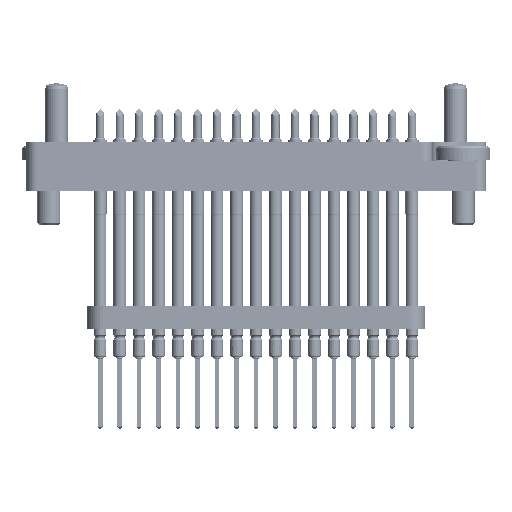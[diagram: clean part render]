
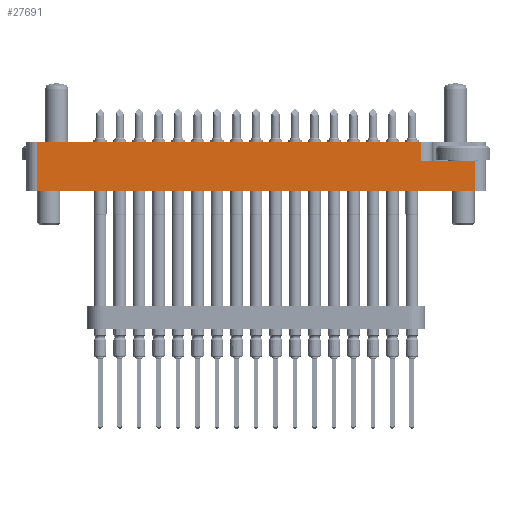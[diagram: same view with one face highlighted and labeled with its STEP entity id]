
A CAD part, left-side view. The second image highlights one B-rep face of the part: STEP entity #27691.
In plain terms, the highlighted face is planar.
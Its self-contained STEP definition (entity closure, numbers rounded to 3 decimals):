
#213 = LINE ( 'NONE', #12720, #49039 ) ;
#2372 = DIRECTION ( 'NONE',  ( -1., 0., 0. ) ) ;
#4145 = EDGE_LOOP ( 'NONE', ( #20926, #10834, #50052, #45639, #48362, #37548 ) ) ;
#4233 = VERTEX_POINT ( 'NONE', #23910 ) ;
#4809 = DIRECTION ( 'NONE',  ( 0., -1., 0. ) ) ;
#7547 = CARTESIAN_POINT ( 'NONE',  ( -30., 6.35, -14.35 ) ) ;
#7710 = LINE ( 'NONE', #44234, #16619 ) ;
#8057 = LINE ( 'NONE', #7547, #10260 ) ;
#8548 = DIRECTION ( 'NONE',  ( 0., 1., 0. ) ) ;
#10260 = VECTOR ( 'NONE', #27586, 1000. ) ;
#10454 = LINE ( 'NONE', #29755, #41633 ) ;
#10834 = ORIENTED_EDGE ( 'NONE', *, *, #37815, .T. ) ;
#12720 = CARTESIAN_POINT ( 'NONE',  ( 30., 0., -14.35 ) ) ;
#14621 = CARTESIAN_POINT ( 'NONE',  ( -30., 0., -14.35 ) ) ;
#15141 = FACE_OUTER_BOUND ( 'NONE', #4145, .T. ) ;
#16619 = VECTOR ( 'NONE', #43980, 1000. ) ;
#17430 = CARTESIAN_POINT ( 'NONE',  ( 28.5, 0., -14.35 ) ) ;
#17834 = EDGE_CURVE ( 'NONE', #30388, #37145, #8057, .T. ) ;
#18295 = AXIS2_PLACEMENT_3D ( 'NONE', #14621, #34707, #26851 ) ;
#20114 = VERTEX_POINT ( 'NONE', #34567 ) ;
#20440 = EDGE_CURVE ( 'NONE', #37145, #41298, #36866, .T. ) ;
#20460 = CARTESIAN_POINT ( 'NONE',  ( 28.5, 0., -14.35 ) ) ;
#20926 = ORIENTED_EDGE ( 'NONE', *, *, #35944, .T. ) ;
#21792 = VERTEX_POINT ( 'NONE', #23472 ) ;
#23472 = CARTESIAN_POINT ( 'NONE',  ( -28.5, 0., -14.35 ) ) ;
#23910 = CARTESIAN_POINT ( 'NONE',  ( -21.5, 3.9, -14.35 ) ) ;
#26851 = DIRECTION ( 'NONE',  ( -1., 0., 0. ) ) ;
#27586 = DIRECTION ( 'NONE',  ( 1., 0., 0. ) ) ;
#27591 = EDGE_CURVE ( 'NONE', #4233, #20114, #10454, .T. ) ;
#27691 = ADVANCED_FACE ( 'NONE', ( #15141 ), #31295, .T. ) ;
#28352 = CARTESIAN_POINT ( 'NONE',  ( -21.5, 6.35, -14.35 ) ) ;
#28362 = DIRECTION ( 'NONE',  ( -1., 0., 0. ) ) ;
#29755 = CARTESIAN_POINT ( 'NONE',  ( -23., 3.9, -14.35 ) ) ;
#30388 = VERTEX_POINT ( 'NONE', #47188 ) ;
#31295 = PLANE ( 'NONE',  #18295 ) ;
#33788 = VECTOR ( 'NONE', #4809, 1000. ) ;
#34567 = CARTESIAN_POINT ( 'NONE',  ( -28.5, 3.9, -14.35 ) ) ;
#34707 = DIRECTION ( 'NONE',  ( 0., 0., -1. ) ) ;
#35944 = EDGE_CURVE ( 'NONE', #41298, #21792, #213, .T. ) ;
#36866 = LINE ( 'NONE', #20460, #33788 ) ;
#37145 = VERTEX_POINT ( 'NONE', #39532 ) ;
#37548 = ORIENTED_EDGE ( 'NONE', *, *, #20440, .T. ) ;
#37622 = VECTOR ( 'NONE', #8548, 1000. ) ;
#37815 = EDGE_CURVE ( 'NONE', #21792, #20114, #7710, .T. ) ;
#39532 = CARTESIAN_POINT ( 'NONE',  ( 28.5, 6.35, -14.35 ) ) ;
#41298 = VERTEX_POINT ( 'NONE', #17430 ) ;
#41633 = VECTOR ( 'NONE', #2372, 1000. ) ;
#43980 = DIRECTION ( 'NONE',  ( 0., 1., 0. ) ) ;
#44234 = CARTESIAN_POINT ( 'NONE',  ( -28.5, 3.9, -14.35 ) ) ;
#45064 = EDGE_CURVE ( 'NONE', #4233, #30388, #48733, .T. ) ;
#45639 = ORIENTED_EDGE ( 'NONE', *, *, #45064, .T. ) ;
#47188 = CARTESIAN_POINT ( 'NONE',  ( -21.5, 6.35, -14.35 ) ) ;
#48362 = ORIENTED_EDGE ( 'NONE', *, *, #17834, .T. ) ;
#48733 = LINE ( 'NONE', #28352, #37622 ) ;
#49039 = VECTOR ( 'NONE', #28362, 1000. ) ;
#50052 = ORIENTED_EDGE ( 'NONE', *, *, #27591, .F. ) ;
